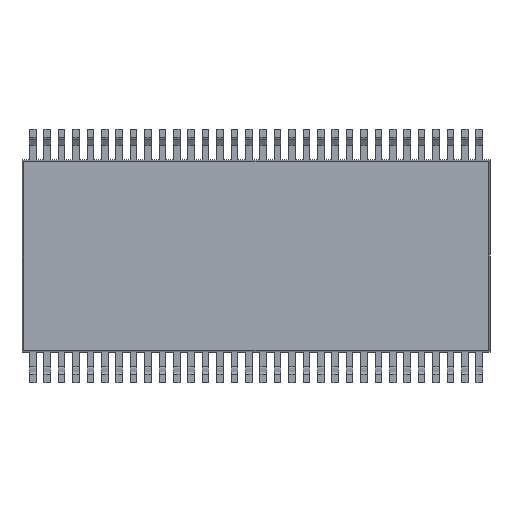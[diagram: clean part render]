
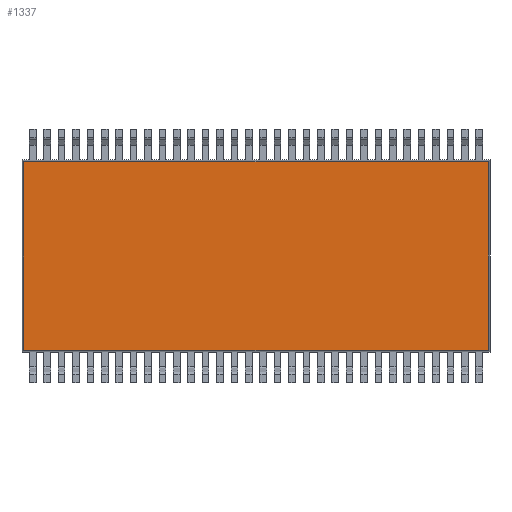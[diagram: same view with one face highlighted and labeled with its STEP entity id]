
A CAD part, front view. The second image highlights one B-rep face of the part: STEP entity #1337.
In plain terms, the highlighted face is planar.
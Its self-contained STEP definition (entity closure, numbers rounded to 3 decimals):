
#82 = ORIENTED_EDGE ( 'NONE', *, *, #975, .T. ) ;
#139 = DIRECTION ( 'NONE',  ( 1., 0., 0. ) ) ;
#174 = DIRECTION ( 'NONE',  ( -1., 0., 0. ) ) ;
#177 = ORIENTED_EDGE ( 'NONE', *, *, #2385, .T. ) ;
#575 = DIRECTION ( 'NONE',  ( 0., -1., 0. ) ) ;
#663 = VECTOR ( 'NONE', #174, 1000. ) ;
#788 = EDGE_CURVE ( 'NONE', #1771, #1641, #971, .T. ) ;
#860 = CARTESIAN_POINT ( 'NONE',  ( 0., 0., 0.15 ) ) ;
#874 = DIRECTION ( 'NONE',  ( -1., 0., 0. ) ) ;
#966 = VECTOR ( 'NONE', #575, 1000. ) ;
#971 = LINE ( 'NONE', #2225, #966 ) ;
#975 = EDGE_CURVE ( 'NONE', #1986, #1501, #1349, .T. ) ;
#1124 = ORIENTED_EDGE ( 'NONE', *, *, #788, .T. ) ;
#1337 = ADVANCED_FACE ( 'NONE', ( #2354 ), #1346, .T. ) ;
#1346 = PLANE ( 'NONE',  #2326 ) ;
#1349 = LINE ( 'NONE', #2011, #2491 ) ;
#1451 = VECTOR ( 'NONE', #139, 1000. ) ;
#1501 = VERTEX_POINT ( 'NONE', #2054 ) ;
#1510 = CARTESIAN_POINT ( 'NONE',  ( 12.9, 5.25, 0.15 ) ) ;
#1580 = CARTESIAN_POINT ( 'NONE',  ( -12.9, -5.25, 0.15 ) ) ;
#1641 = VERTEX_POINT ( 'NONE', #2263 ) ;
#1664 = DIRECTION ( 'NONE',  ( 0., 0., -1. ) ) ;
#1771 = VERTEX_POINT ( 'NONE', #1510 ) ;
#1808 = DIRECTION ( 'NONE',  ( 0., 1., 0. ) ) ;
#1921 = LINE ( 'NONE', #2493, #1451 ) ;
#1937 = EDGE_CURVE ( 'NONE', #1641, #1986, #2404, .T. ) ;
#1969 = CARTESIAN_POINT ( 'NONE',  ( 0., -5.25, 0.15 ) ) ;
#1986 = VERTEX_POINT ( 'NONE', #1580 ) ;
#2011 = CARTESIAN_POINT ( 'NONE',  ( -12.9, 0., 0.15 ) ) ;
#2054 = CARTESIAN_POINT ( 'NONE',  ( -12.9, 5.25, 0.15 ) ) ;
#2102 = ORIENTED_EDGE ( 'NONE', *, *, #1937, .T. ) ;
#2176 = EDGE_LOOP ( 'NONE', ( #82, #177, #1124, #2102 ) ) ;
#2225 = CARTESIAN_POINT ( 'NONE',  ( 12.9, 0., 0.15 ) ) ;
#2263 = CARTESIAN_POINT ( 'NONE',  ( 12.9, -5.25, 0.15 ) ) ;
#2326 = AXIS2_PLACEMENT_3D ( 'NONE', #860, #1664, #874 ) ;
#2354 = FACE_OUTER_BOUND ( 'NONE', #2176, .T. ) ;
#2385 = EDGE_CURVE ( 'NONE', #1501, #1771, #1921, .T. ) ;
#2404 = LINE ( 'NONE', #1969, #663 ) ;
#2491 = VECTOR ( 'NONE', #1808, 1000. ) ;
#2493 = CARTESIAN_POINT ( 'NONE',  ( 0., 5.25, 0.15 ) ) ;
